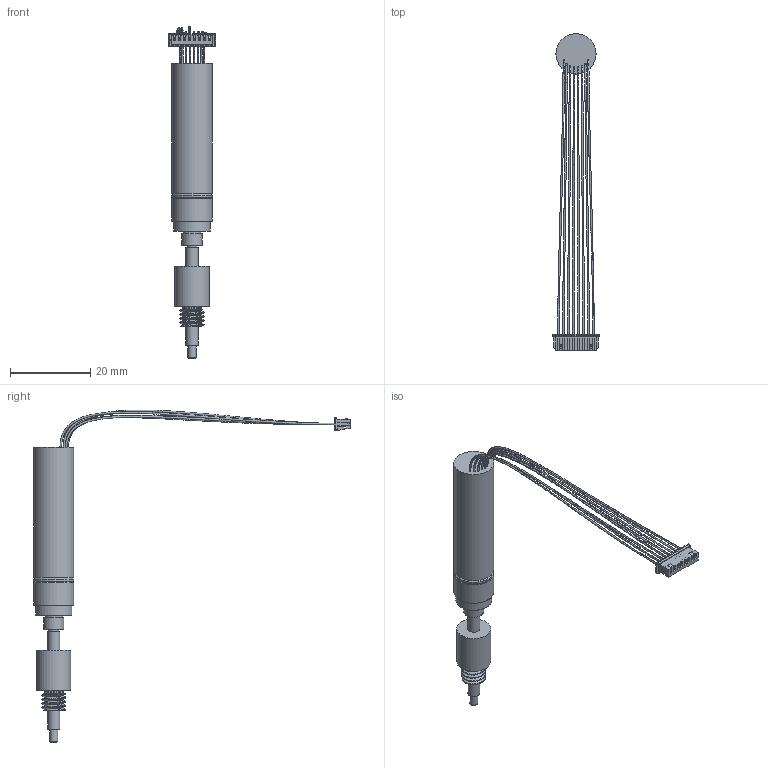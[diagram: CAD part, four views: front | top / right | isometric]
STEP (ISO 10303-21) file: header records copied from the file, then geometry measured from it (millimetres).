
FILE_DESCRIPTION(/* description */ (''),/* implementation_level */ '2;1');
FILE_NAME(/* name */ 'model_product_id239.stp',/* time_stamp */ '2018-04-25T14:39:59+02:00',/* author */ ('SD'),/* organization */ ('Micromotion GmbH Germany'),/* preprocessor_version */ 'ST-DEVELOPER v16.1',/* originating_system */ 'Autodesk Inventor 2016',/* authorisation */ '');
FILE_SCHEMA (('AUTOMOTIVE_DESIGN { 1 0 10303 214 3 1 1 }'));
Length unit declared in the file: millimetre
Products named in the file (1): product_id239_Shrinkwrap_1
Bounding box: 11.75 x 78.95 x 82.78 mm (x, y, z)
Volume: 4133.2 mm3; surface area: 3243.8 mm2
Topology: 2 solids, 10 shells, 436 faces, 1142 edges, 701 vertices
Faces by surface type: plane 385, cylinder 21, bspline 14, cone 8, torus 6, sphere 2
Full cylindrical faces by diameter (mm): 2 x1, 2.7 x1, 3 x2, 4.5 x1, 4.7 x1, 5 x2, 8.5 x1, 9 x1, 10 x3
Entity records: 16159 total; most frequent: CARTESIAN_POINT 5130, ORIENTED_EDGE 2208, DIRECTION 2001, EDGE_CURVE 1112, LINE 1011, VECTOR 1011, VERTEX_POINT 698, AXIS2_PLACEMENT_3D 495
